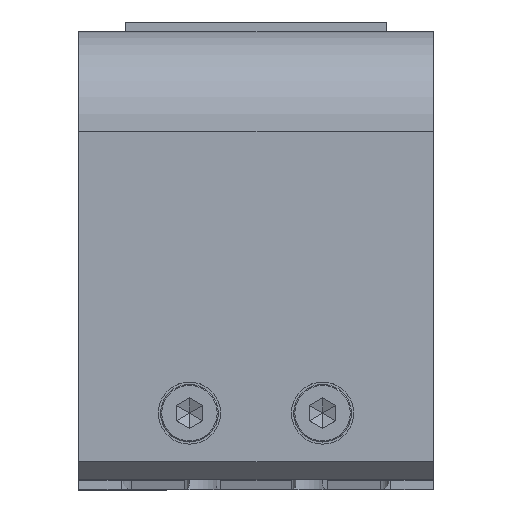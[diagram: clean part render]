
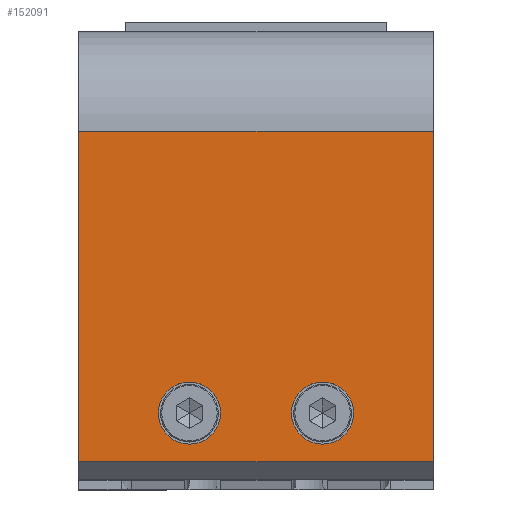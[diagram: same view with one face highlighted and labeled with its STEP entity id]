
A CAD part, top view. The second image highlights one B-rep face of the part: STEP entity #152091.
In plain terms, the highlighted planar face has unit normal (0, 0, 1).
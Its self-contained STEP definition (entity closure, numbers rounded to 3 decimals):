
#43 = VERTEX_POINT ( 'NONE', #4088 ) ;
#1963 = AXIS2_PLACEMENT_3D ( 'NONE', #154227, #33264, #52601 ) ;
#4068 = EDGE_CURVE ( 'NONE', #113021, #152205, #80148, .T. ) ;
#4088 = CARTESIAN_POINT ( 'NONE',  ( 185.798, 163.238, 570.351 ) ) ;
#6960 = EDGE_LOOP ( 'NONE', ( #19586, #98371 ) ) ;
#12082 = FACE_BOUND ( 'NONE', #6960, .T. ) ;
#19586 = ORIENTED_EDGE ( 'NONE', *, *, #60953, .F. ) ;
#21276 = CIRCLE ( 'NONE', #105859, 7. ) ;
#21995 = VERTEX_POINT ( 'NONE', #103718 ) ;
#22912 = VERTEX_POINT ( 'NONE', #113065 ) ;
#23309 = CARTESIAN_POINT ( 'NONE',  ( 105.798, 163.238, 570.351 ) ) ;
#25823 = DIRECTION ( 'NONE',  ( 1., 0., 0. ) ) ;
#29880 = EDGE_CURVE ( 'NONE', #146516, #22912, #112662, .T. ) ;
#33264 = DIRECTION ( 'NONE',  ( 0., 0., 1. ) ) ;
#35983 = CARTESIAN_POINT ( 'NONE',  ( 185.798, 159.238, 570.351 ) ) ;
#39947 = CARTESIAN_POINT ( 'NONE',  ( 130.798, 174.238, 570.351 ) ) ;
#46114 = EDGE_LOOP ( 'NONE', ( #83105, #160017 ) ) ;
#52601 = DIRECTION ( 'NONE',  ( 1., 0., 0. ) ) ;
#53849 = EDGE_CURVE ( 'NONE', #152205, #43, #93461, .T. ) ;
#54883 = DIRECTION ( 'NONE',  ( 1., 0., 0. ) ) ;
#55855 = DIRECTION ( 'NONE',  ( 0., 0., 1. ) ) ;
#56461 = ORIENTED_EDGE ( 'NONE', *, *, #53849, .T. ) ;
#60953 = EDGE_CURVE ( 'NONE', #143285, #21995, #103331, .T. ) ;
#64870 = VECTOR ( 'NONE', #145528, 1000. ) ;
#65920 = DIRECTION ( 'NONE',  ( -1., 0., 0. ) ) ;
#68660 = EDGE_CURVE ( 'NONE', #22912, #146516, #78109, .T. ) ;
#69578 = CARTESIAN_POINT ( 'NONE',  ( 185.798, 237.738, 570.351 ) ) ;
#77210 = CARTESIAN_POINT ( 'NONE',  ( 185.798, 237.738, 570.351 ) ) ;
#78109 = CIRCLE ( 'NONE', #1963, 7. ) ;
#79223 = CARTESIAN_POINT ( 'NONE',  ( 185.798, 159.238, 570.351 ) ) ;
#80098 = FACE_OUTER_BOUND ( 'NONE', #161558, .T. ) ;
#80148 = LINE ( 'NONE', #146276, #114175 ) ;
#81262 = CARTESIAN_POINT ( 'NONE',  ( 167.798, 174.238, 570.351 ) ) ;
#83105 = ORIENTED_EDGE ( 'NONE', *, *, #29880, .F. ) ;
#86412 = ORIENTED_EDGE ( 'NONE', *, *, #133863, .T. ) ;
#91296 = ORIENTED_EDGE ( 'NONE', *, *, #109952, .F. ) ;
#92443 = DIRECTION ( 'NONE',  ( 0., -1., 0. ) ) ;
#93461 = LINE ( 'NONE', #161416, #64870 ) ;
#94984 = AXIS2_PLACEMENT_3D ( 'NONE', #105187, #159088, #54883 ) ;
#98371 = ORIENTED_EDGE ( 'NONE', *, *, #145641, .F. ) ;
#98613 = CARTESIAN_POINT ( 'NONE',  ( 137.798, 174.238, 570.351 ) ) ;
#103331 = CIRCLE ( 'NONE', #94984, 7. ) ;
#103718 = CARTESIAN_POINT ( 'NONE',  ( 153.798, 174.238, 570.351 ) ) ;
#104570 = DIRECTION ( 'NONE',  ( 0., 0., 1. ) ) ;
#105187 = CARTESIAN_POINT ( 'NONE',  ( 160.798, 174.238, 570.351 ) ) ;
#105859 = AXIS2_PLACEMENT_3D ( 'NONE', #132844, #104570, #131059 ) ;
#106466 = FACE_BOUND ( 'NONE', #46114, .T. ) ;
#109733 = VECTOR ( 'NONE', #142490, 1000. ) ;
#109952 = EDGE_CURVE ( 'NONE', #161392, #43, #142807, .T. ) ;
#112662 = CIRCLE ( 'NONE', #172298, 7. ) ;
#113021 = VERTEX_POINT ( 'NONE', #113763 ) ;
#113065 = CARTESIAN_POINT ( 'NONE',  ( 123.798, 174.238, 570.351 ) ) ;
#113763 = CARTESIAN_POINT ( 'NONE',  ( 105.798, 237.738, 570.351 ) ) ;
#114175 = VECTOR ( 'NONE', #92443, 1000. ) ;
#118940 = AXIS2_PLACEMENT_3D ( 'NONE', #79223, #132974, #65920 ) ;
#131059 = DIRECTION ( 'NONE',  ( 1., 0., 0. ) ) ;
#131239 = DIRECTION ( 'NONE',  ( 0., -1., 0. ) ) ;
#132844 = CARTESIAN_POINT ( 'NONE',  ( 160.798, 174.238, 570.351 ) ) ;
#132974 = DIRECTION ( 'NONE',  ( 0., 0., -1. ) ) ;
#133863 = EDGE_CURVE ( 'NONE', #161392, #113021, #169777, .T. ) ;
#142490 = DIRECTION ( 'NONE',  ( -1., 0., 0. ) ) ;
#142807 = LINE ( 'NONE', #35983, #166487 ) ;
#143285 = VERTEX_POINT ( 'NONE', #81262 ) ;
#145528 = DIRECTION ( 'NONE',  ( 1., 0., 0. ) ) ;
#145641 = EDGE_CURVE ( 'NONE', #21995, #143285, #21276, .T. ) ;
#146276 = CARTESIAN_POINT ( 'NONE',  ( 105.798, 159.238, 570.351 ) ) ;
#146516 = VERTEX_POINT ( 'NONE', #98613 ) ;
#152091 = ADVANCED_FACE ( 'NONE', ( #106466, #12082, #80098 ), #174379, .F. ) ;
#152205 = VERTEX_POINT ( 'NONE', #23309 ) ;
#154227 = CARTESIAN_POINT ( 'NONE',  ( 130.798, 174.238, 570.351 ) ) ;
#158073 = ORIENTED_EDGE ( 'NONE', *, *, #4068, .T. ) ;
#159088 = DIRECTION ( 'NONE',  ( 0., 0., 1. ) ) ;
#160017 = ORIENTED_EDGE ( 'NONE', *, *, #68660, .F. ) ;
#161392 = VERTEX_POINT ( 'NONE', #69578 ) ;
#161416 = CARTESIAN_POINT ( 'NONE',  ( 185.798, 163.238, 570.351 ) ) ;
#161558 = EDGE_LOOP ( 'NONE', ( #158073, #56461, #91296, #86412 ) ) ;
#166487 = VECTOR ( 'NONE', #131239, 1000. ) ;
#169777 = LINE ( 'NONE', #77210, #109733 ) ;
#172298 = AXIS2_PLACEMENT_3D ( 'NONE', #39947, #55855, #25823 ) ;
#174379 = PLANE ( 'NONE',  #118940 ) ;
